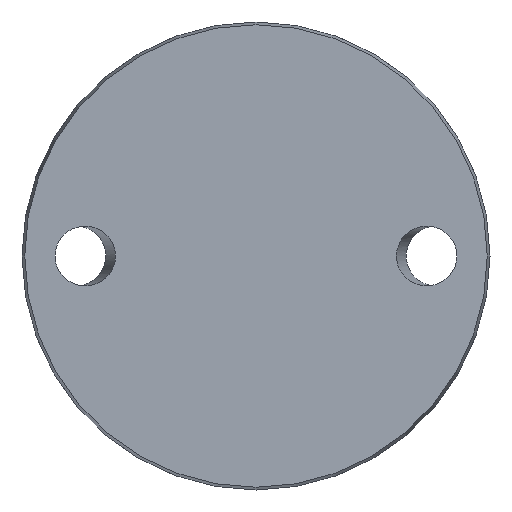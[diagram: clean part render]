
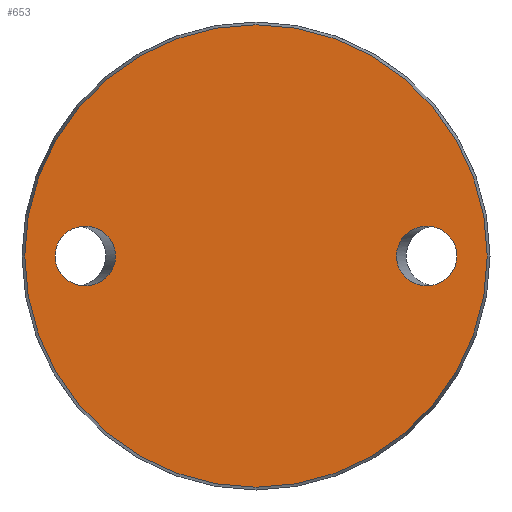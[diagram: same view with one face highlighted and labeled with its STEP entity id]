
A CAD part, front view. The second image highlights one B-rep face of the part: STEP entity #653.
In plain terms, the highlighted planar face has unit normal (0, -1, 0).
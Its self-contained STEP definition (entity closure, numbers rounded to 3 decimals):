
#11 = CARTESIAN_POINT ( 'NONE',  ( -48.425, 0., 0. ) ) ;
#52 = CARTESIAN_POINT ( 'NONE',  ( -29.413, 0., 12.5 ) ) ;
#90 = CARTESIAN_POINT ( 'NONE',  ( 29.413, 0., 0. ) ) ;
#111 = PLANE ( 'NONE',  #563 ) ;
#204 = EDGE_LOOP ( 'NONE', ( #926 ) ) ;
#230 = CARTESIAN_POINT ( 'NONE',  ( 42.087, 0., 12.5 ) ) ;
#255 = FACE_BOUND ( 'NONE', #1015, .T. ) ;
#261 = CARTESIAN_POINT ( 'NONE',  ( 0., 0., 0. ) ) ;
#269 = CARTESIAN_POINT ( 'NONE',  ( -29.413, 0., 0. ) ) ;
#274 = CARTESIAN_POINT ( 'NONE',  ( -29.413, 0., -12.5 ) ) ;
#279 = CARTESIAN_POINT ( 'NONE',  ( -42.087, 0., 12.5 ) ) ;
#300 = AXIS2_PLACEMENT_3D ( 'NONE', #261, #888, #970 ) ;
#305 = CARTESIAN_POINT ( 'NONE',  ( 42.087, 0., 0. ) ) ;
#311 = CARTESIAN_POINT ( 'NONE',  ( 29.413, 0., 0. ) ) ;
#320 = VERTEX_POINT ( 'NONE', #728 ) ;
#324 = DIRECTION ( 'NONE',  ( 0., 1., 0. ) ) ;
#481 = CIRCLE ( 'NONE', #300, 48.425 ) ;
#482 = FACE_OUTER_BOUND ( 'NONE', #977, .T. ) ;
#490 = VERTEX_POINT ( 'NONE', #887 ) ;
#495 = FACE_BOUND ( 'NONE', #204, .T. ) ;
#528 = ORIENTED_EDGE ( 'NONE', *, *, #577, .T. ) ;
#551 = CARTESIAN_POINT ( 'NONE',  ( 29.413, 0., 12.5 ) ) ;
#563 = AXIS2_PLACEMENT_3D ( 'NONE', #11, #324, #643 ) ;
#577 = EDGE_CURVE ( 'NONE', #320, #320, #481, .T. ) ;
#590 =( BOUNDED_CURVE ( )  B_SPLINE_CURVE ( 3, ( #769, #948, #786, #305, #230, #551, #311 ),
 .UNSPECIFIED., .T., .F. ) 
 B_SPLINE_CURVE_WITH_KNOTS ( ( 4, 3, 4 ),
 ( 0., 3.142, 6.283 ),
 .UNSPECIFIED. ) 
 CURVE ( )  GEOMETRIC_REPRESENTATION_ITEM ( )  RATIONAL_B_SPLINE_CURVE ( ( 1., 0.333, 0.333, 1., 0.333, 0.333, 1. ) ) 
 REPRESENTATION_ITEM ( '' )  );
#643 = DIRECTION ( 'NONE',  ( 0., 0., 1. ) ) ;
#653 = ADVANCED_FACE ( 'NONE', ( #255, #495, #482 ), #111, .F. ) ;
#689 = ORIENTED_EDGE ( 'NONE', *, *, #785, .T. ) ;
#728 = CARTESIAN_POINT ( 'NONE',  ( 0., 0., -48.425 ) ) ;
#753 = CARTESIAN_POINT ( 'NONE',  ( -42.087, 0., 0. ) ) ;
#769 = CARTESIAN_POINT ( 'NONE',  ( 29.413, 0., 0. ) ) ;
#785 = EDGE_CURVE ( 'NONE', #490, #490, #946, .T. ) ;
#786 = CARTESIAN_POINT ( 'NONE',  ( 42.087, 0., -12.5 ) ) ;
#807 = VERTEX_POINT ( 'NONE', #90 ) ;
#886 = EDGE_CURVE ( 'NONE', #807, #807, #590, .T. ) ;
#887 = CARTESIAN_POINT ( 'NONE',  ( -42.087, 0., 0. ) ) ;
#888 = DIRECTION ( 'NONE',  ( 0., -1., 0. ) ) ;
#904 = CARTESIAN_POINT ( 'NONE',  ( -42.087, 0., 0. ) ) ;
#915 = CARTESIAN_POINT ( 'NONE',  ( -42.087, 0., -12.5 ) ) ;
#926 = ORIENTED_EDGE ( 'NONE', *, *, #886, .F. ) ;
#946 =( BOUNDED_CURVE ( )  B_SPLINE_CURVE ( 3, ( #753, #279, #52, #269, #274, #915, #904 ),
 .UNSPECIFIED., .T., .F. ) 
 B_SPLINE_CURVE_WITH_KNOTS ( ( 4, 3, 4 ),
 ( 0., 3.142, 6.283 ),
 .UNSPECIFIED. ) 
 CURVE ( )  GEOMETRIC_REPRESENTATION_ITEM ( )  RATIONAL_B_SPLINE_CURVE ( ( 1., 0.333, 0.333, 1., 0.333, 0.333, 1. ) ) 
 REPRESENTATION_ITEM ( '' )  );
#948 = CARTESIAN_POINT ( 'NONE',  ( 29.413, 0., -12.5 ) ) ;
#970 = DIRECTION ( 'NONE',  ( 0., 0., -1. ) ) ;
#977 = EDGE_LOOP ( 'NONE', ( #528 ) ) ;
#1015 = EDGE_LOOP ( 'NONE', ( #689 ) ) ;
